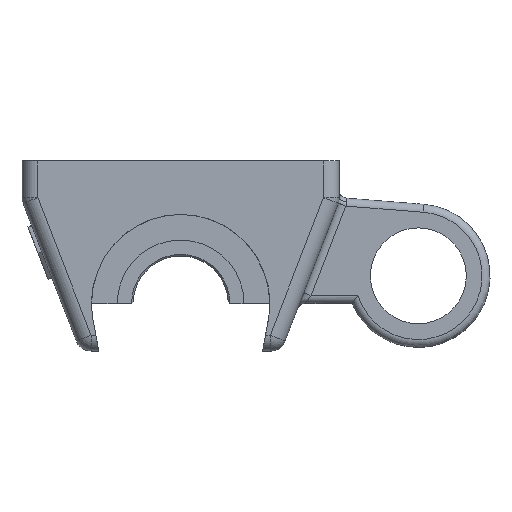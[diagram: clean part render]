
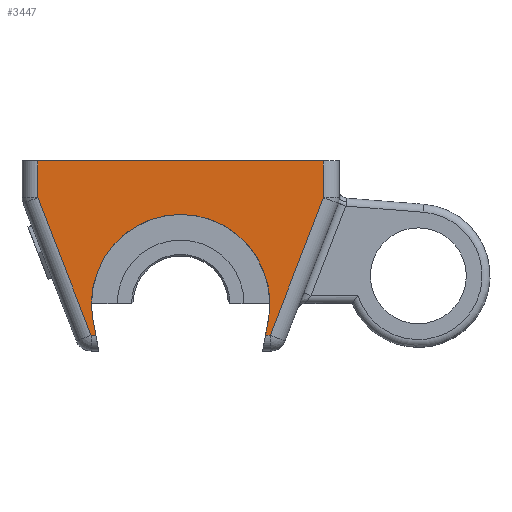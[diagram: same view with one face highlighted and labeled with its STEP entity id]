
A CAD part, front view. The second image highlights one B-rep face of the part: STEP entity #3447.
In plain terms, the highlighted planar face has unit normal (0, -1, 0).
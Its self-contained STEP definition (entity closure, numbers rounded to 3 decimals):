
#88=CIRCLE('',#3684,11.25);
#89=CIRCLE('',#3685,10.636);
#90=CIRCLE('',#3686,11.25);
#91=CIRCLE('',#3687,11.25);
#312=B_SPLINE_CURVE_WITH_KNOTS('',3,(#6140,#6141,#6142,#6143,#6144,#6145),
 .UNSPECIFIED.,.F.,.F.,(4,2,4),(0.,0.021,0.043),
 .UNSPECIFIED.);
#313=B_SPLINE_CURVE_WITH_KNOTS('',3,(#6149,#6150,#6151,#6152,#6153,#6154),
 .UNSPECIFIED.,.F.,.F.,(4,2,4),(0.,0.029,0.058),
 .UNSPECIFIED.);
#314=B_SPLINE_CURVE_WITH_KNOTS('',3,(#6156,#6157,#6158,#6159),
 .UNSPECIFIED.,.F.,.F.,(4,4),(1.081,1.092),
 .UNSPECIFIED.);
#597=FACE_OUTER_BOUND('',#809,.T.);
#809=EDGE_LOOP('',(#2908,#2909,#2910,#2911,#2912,#2913,#2914,#2915,#2916,
#2917,#2918,#2919,#2920,#2921,#2922,#2923));
#1039=LINE('',#6006,#1275);
#1056=LINE('',#6089,#1292);
#1058=LINE('',#6092,#1294);
#1059=LINE('',#6094,#1295);
#1061=LINE('',#6100,#1297);
#1063=LINE('',#6106,#1299);
#1069=LINE('',#6123,#1305);
#1074=LINE('',#6132,#1310);
#1075=LINE('',#6134,#1311);
#1275=VECTOR('',#4139,10.);
#1292=VECTOR('',#4242,10.);
#1294=VECTOR('',#4246,10.);
#1295=VECTOR('',#4249,10.);
#1297=VECTOR('',#4255,10.);
#1299=VECTOR('',#4261,10.);
#1305=VECTOR('',#4279,10.);
#1310=VECTOR('',#4292,10.);
#1311=VECTOR('',#4293,10.);
#1551=VERTEX_POINT('',#5995);
#1554=VERTEX_POINT('',#6004);
#1556=VERTEX_POINT('',#6010);
#1558=VERTEX_POINT('',#6018);
#1559=VERTEX_POINT('',#6023);
#1577=VERTEX_POINT('',#6087);
#1578=VERTEX_POINT('',#6096);
#1580=VERTEX_POINT('',#6102);
#1586=VERTEX_POINT('',#6122);
#1587=VERTEX_POINT('',#6133);
#1588=VERTEX_POINT('',#6135);
#1589=VERTEX_POINT('',#6137);
#1590=VERTEX_POINT('',#6139);
#1591=VERTEX_POINT('',#6146);
#1592=VERTEX_POINT('',#6148);
#1593=VERTEX_POINT('',#6155);
#1991=EDGE_CURVE('',#1554,#1551,#1039,.T.);
#2033=EDGE_CURVE('',#1577,#1559,#1056,.T.);
#2035=EDGE_CURVE('',#1559,#1556,#1058,.T.);
#2036=EDGE_CURVE('',#1551,#1558,#1059,.T.);
#2039=EDGE_CURVE('',#1558,#1578,#1061,.T.);
#2042=EDGE_CURVE('',#1556,#1580,#1063,.T.);
#2050=EDGE_CURVE('',#1586,#1580,#1069,.T.);
#2055=EDGE_CURVE('',#1577,#1578,#1074,.T.);
#2056=EDGE_CURVE('',#1554,#1587,#1075,.T.);
#2057=EDGE_CURVE('',#1587,#1588,#88,.T.);
#2058=EDGE_CURVE('',#1589,#1588,#89,.T.);
#2059=EDGE_CURVE('',#1590,#1589,#312,.T.);
#2060=EDGE_CURVE('',#1590,#1591,#90,.T.);
#2061=EDGE_CURVE('',#1592,#1591,#313,.T.);
#2062=EDGE_CURVE('',#1593,#1592,#314,.T.);
#2063=EDGE_CURVE('',#1593,#1586,#91,.T.);
#2908=ORIENTED_EDGE('',*,*,#2042,.F.);
#2909=ORIENTED_EDGE('',*,*,#2035,.F.);
#2910=ORIENTED_EDGE('',*,*,#2033,.F.);
#2911=ORIENTED_EDGE('',*,*,#2055,.T.);
#2912=ORIENTED_EDGE('',*,*,#2039,.F.);
#2913=ORIENTED_EDGE('',*,*,#2036,.F.);
#2914=ORIENTED_EDGE('',*,*,#1991,.F.);
#2915=ORIENTED_EDGE('',*,*,#2056,.T.);
#2916=ORIENTED_EDGE('',*,*,#2057,.T.);
#2917=ORIENTED_EDGE('',*,*,#2058,.F.);
#2918=ORIENTED_EDGE('',*,*,#2059,.F.);
#2919=ORIENTED_EDGE('',*,*,#2060,.T.);
#2920=ORIENTED_EDGE('',*,*,#2061,.F.);
#2921=ORIENTED_EDGE('',*,*,#2062,.F.);
#2922=ORIENTED_EDGE('',*,*,#2063,.T.);
#2923=ORIENTED_EDGE('',*,*,#2050,.T.);
#3282=PLANE('',#3683);
#3447=ADVANCED_FACE('',(#597),#3282,.F.);
#3683=AXIS2_PLACEMENT_3D('',#6131,#4290,#4291);
#3684=AXIS2_PLACEMENT_3D('',#6136,#4294,#4295);
#3685=AXIS2_PLACEMENT_3D('',#6138,#4296,#4297);
#3686=AXIS2_PLACEMENT_3D('',#6147,#4298,#4299);
#3687=AXIS2_PLACEMENT_3D('',#6160,#4300,#4301);
#4139=DIRECTION('',(-1.,0.,0.));
#4242=DIRECTION('',(0.,0.,-1.));
#4246=DIRECTION('',(-0.361,0.,-0.933));
#4249=DIRECTION('',(-0.361,0.,0.933));
#4255=DIRECTION('',(0.,0.,1.));
#4261=DIRECTION('',(-1.,0.,0.));
#4279=DIRECTION('',(-0.178,0.,-0.984));
#4290=DIRECTION('center_axis',(0.,1.,0.));
#4291=DIRECTION('ref_axis',(-1.,0.,0.));
#4292=DIRECTION('',(-1.,0.,0.));
#4293=DIRECTION('',(-0.178,0.,0.984));
#4294=DIRECTION('center_axis',(0.,1.,0.));
#4295=DIRECTION('ref_axis',(-1.,0.,0.));
#4296=DIRECTION('center_axis',(0.,1.,0.));
#4297=DIRECTION('ref_axis',(0.989,0.,-0.149));
#4298=DIRECTION('center_axis',(0.,1.,0.));
#4299=DIRECTION('ref_axis',(-1.,0.,0.));
#4300=DIRECTION('center_axis',(0.,1.,0.));
#4301=DIRECTION('ref_axis',(-1.,0.,0.));
#5995=CARTESIAN_POINT('',(48.692,-31.851,27.502));
#6004=CARTESIAN_POINT('',(49.29,-31.851,27.502));
#6006=CARTESIAN_POINT('',(53.66,-31.851,27.502));
#6010=CARTESIAN_POINT('',(71.308,-31.851,27.502));
#6018=CARTESIAN_POINT('',(41.972,-31.851,44.874));
#6023=CARTESIAN_POINT('',(78.028,-31.851,44.874));
#6087=CARTESIAN_POINT('',(78.028,-31.851,49.5));
#6089=CARTESIAN_POINT('',(78.028,-31.851,41.001));
#6092=CARTESIAN_POINT('',(72.007,-31.851,29.309));
#6094=CARTESIAN_POINT('',(44.318,-31.851,38.808));
#6096=CARTESIAN_POINT('',(41.972,-31.851,49.5));
#6100=CARTESIAN_POINT('',(41.972,-31.851,43.501));
#6102=CARTESIAN_POINT('',(70.71,-31.851,27.502));
#6106=CARTESIAN_POINT('',(65.175,-31.851,27.502));
#6122=CARTESIAN_POINT('',(71.071,-31.851,29.502));
#6123=CARTESIAN_POINT('',(71.071,-31.851,29.502));
#6131=CARTESIAN_POINT('Origin',(60.,-31.851,37.501));
#6132=CARTESIAN_POINT('',(80.028,-31.851,49.5));
#6133=CARTESIAN_POINT('',(48.929,-31.851,29.502));
#6134=CARTESIAN_POINT('',(48.929,-31.851,29.502));
#6135=CARTESIAN_POINT('',(48.876,-31.851,33.18));
#6136=CARTESIAN_POINT('Origin',(60.,-31.851,31.5));
#6137=CARTESIAN_POINT('',(48.917,-31.851,33.479));
#6138=CARTESIAN_POINT('Origin',(38.36,-31.851,34.768));
#6139=CARTESIAN_POINT('',(49.008,-31.851,33.897));
#6140=CARTESIAN_POINT('Ctrl Pts',(49.008,-31.851,33.897));
#6141=CARTESIAN_POINT('Ctrl Pts',(48.993,-31.851,33.828));
#6142=CARTESIAN_POINT('Ctrl Pts',(48.978,-31.851,33.758));
#6143=CARTESIAN_POINT('Ctrl Pts',(48.947,-31.851,33.618));
#6144=CARTESIAN_POINT('Ctrl Pts',(48.932,-31.851,33.549));
#6145=CARTESIAN_POINT('Ctrl Pts',(48.917,-31.851,33.479));
#6146=CARTESIAN_POINT('',(70.997,-31.851,33.874));
#6147=CARTESIAN_POINT('Origin',(60.,-31.851,31.5));
#6148=CARTESIAN_POINT('',(71.119,-31.851,33.307));
#6149=CARTESIAN_POINT('Ctrl Pts',(71.12,-31.851,33.307));
#6150=CARTESIAN_POINT('Ctrl Pts',(71.099,-31.851,33.402));
#6151=CARTESIAN_POINT('Ctrl Pts',(71.078,-31.851,33.497));
#6152=CARTESIAN_POINT('Ctrl Pts',(71.037,-31.851,33.686));
#6153=CARTESIAN_POINT('Ctrl Pts',(71.017,-31.851,33.781));
#6154=CARTESIAN_POINT('Ctrl Pts',(70.997,-31.851,33.874));
#6155=CARTESIAN_POINT('',(71.119,-31.851,33.215));
#6156=CARTESIAN_POINT('Ctrl Pts',(71.119,-31.851,33.215));
#6157=CARTESIAN_POINT('Ctrl Pts',(71.119,-31.851,33.245));
#6158=CARTESIAN_POINT('Ctrl Pts',(71.119,-31.851,33.276));
#6159=CARTESIAN_POINT('Ctrl Pts',(71.119,-31.851,33.306));
#6160=CARTESIAN_POINT('Origin',(60.,-31.851,31.5));
